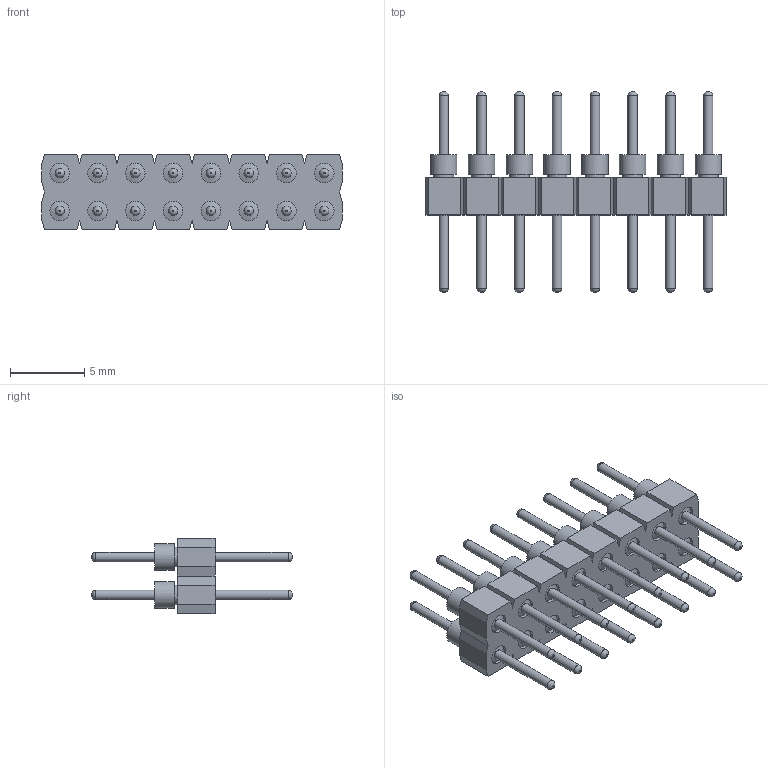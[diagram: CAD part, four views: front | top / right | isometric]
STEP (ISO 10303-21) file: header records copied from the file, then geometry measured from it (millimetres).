
FILE_DESCRIPTION(/* description */ ('STEP AP214'),/* implementation_level */ '2;1');
FILE_NAME(/* name */ 'TD-108-T-A-1',/* time_stamp */ '2025-07-17T16:01:18+02:00',/* author */ ('License CC BY-ND 4.0'),/* organization */ ('CADENAS'),/* preprocessor_version */ 'ST-DEVELOPER v19.3',/* originating_system */ 'PARTsolutions',/* authorisation */ ' ');
FILE_SCHEMA (('AUTOMOTIVE_DESIGN {1 0 10303 214 3 1 1}'));
Length unit declared in the file: inch
Products named in the file (3): TD-108-T-A-1; TD-108-G-A-1_socket; -101-G-A-1_pins
Assembly tree (17 placements, depth 2):
  TD-108-T-A-1
    TD-108-G-A-1_socket
    -101-G-A-1_pins  x16
Bounding box: 20.17 x 13.46 x 5.08 mm (x, y, z)
Volume: 357.6 mm3; surface area: 1160.9 mm2
Topology: 17 solids, 17 shells, 298 faces, 600 edges, 384 vertices
Faces by surface type: plane 138, cylinder 96, cone 32, torus 32
Full cylindrical faces by diameter (mm): 0.635 x32, 1.321 x48, 1.778 x16
Entity records: 2884 total; most frequent: CARTESIAN_POINT 476, DIRECTION 470, ORIENTED_EDGE 426, EDGE_CURVE 213, LINE 168, VECTOR 168, VERTEX_POINT 157, AXIS2_PLACEMENT_3D 151
